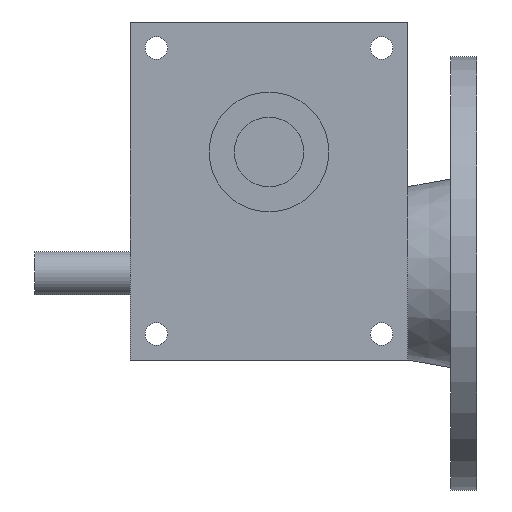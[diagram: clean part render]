
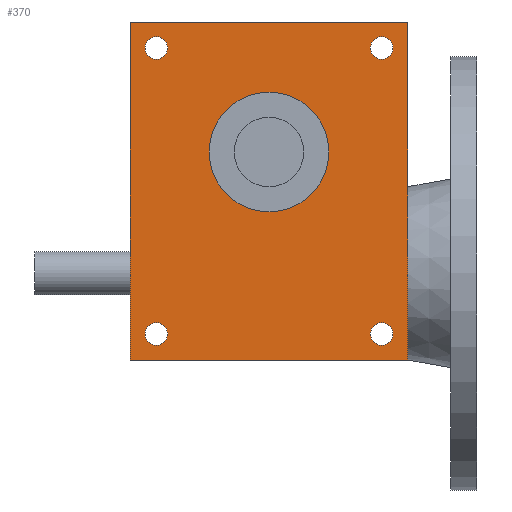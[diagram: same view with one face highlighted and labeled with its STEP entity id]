
A CAD part, front view. The second image highlights one B-rep face of the part: STEP entity #370.
In plain terms, the highlighted planar face has unit normal (0, -1, 0).
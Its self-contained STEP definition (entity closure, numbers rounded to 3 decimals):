
#370 = ADVANCED_FACE( '', ( #821, #822, #823, #824, #825, #826 ), #827, .F. );
#821 = FACE_BOUND( '', #1404, .T. );
#822 = FACE_BOUND( '', #1405, .T. );
#823 = FACE_BOUND( '', #1406, .T. );
#824 = FACE_BOUND( '', #1407, .T. );
#825 = FACE_BOUND( '', #1408, .T. );
#826 = FACE_OUTER_BOUND( '', #1409, .T. );
#827 = PLANE( '', #1410 );
#1404 = EDGE_LOOP( '', ( #2212 ) );
#1405 = EDGE_LOOP( '', ( #2213 ) );
#1406 = EDGE_LOOP( '', ( #2214 ) );
#1407 = EDGE_LOOP( '', ( #2215 ) );
#1408 = EDGE_LOOP( '', ( #2216 ) );
#1409 = EDGE_LOOP( '', ( #2217, #2218, #2219, #2220 ) );
#1410 = AXIS2_PLACEMENT_3D( '', #2221, #2222, #2223 );
#2212 = ORIENTED_EDGE( '', *, *, #3373, .T. );
#2213 = ORIENTED_EDGE( '', *, *, #3374, .T. );
#2214 = ORIENTED_EDGE( '', *, *, #3276, .T. );
#2215 = ORIENTED_EDGE( '', *, *, #3357, .T. );
#2216 = ORIENTED_EDGE( '', *, *, #3375, .T. );
#2217 = ORIENTED_EDGE( '', *, *, #3376, .T. );
#2218 = ORIENTED_EDGE( '', *, *, #3377, .F. );
#2219 = ORIENTED_EDGE( '', *, *, #3378, .F. );
#2220 = ORIENTED_EDGE( '', *, *, #3353, .T. );
#2221 = CARTESIAN_POINT( '', ( -80., -60., 97.5 ) );
#2222 = DIRECTION( '', ( 0., 1., 0. ) );
#2223 = DIRECTION( '', ( 0., 0., 1. ) );
#3276 = EDGE_CURVE( '', #3884, #3884, #3885, .T. );
#3353 = EDGE_CURVE( '', #4013, #4011, #4014, .T. );
#3357 = EDGE_CURVE( '', #4019, #4019, #4020, .T. );
#3373 = EDGE_CURVE( '', #4045, #4045, #4046, .T. );
#3374 = EDGE_CURVE( '', #4047, #4047, #4048, .T. );
#3375 = EDGE_CURVE( '', #4049, #4049, #4050, .T. );
#3376 = EDGE_CURVE( '', #4011, #4051, #4052, .T. );
#3377 = EDGE_CURVE( '', #4053, #4051, #4054, .T. );
#3378 = EDGE_CURVE( '', #4013, #4053, #4055, .T. );
#3884 = VERTEX_POINT( '', #4786 );
#3885 = CIRCLE( '', #4787, 6.5 );
#4011 = VERTEX_POINT( '', #4945 );
#4013 = VERTEX_POINT( '', #4948 );
#4014 = LINE( '', #4949, #4950 );
#4019 = VERTEX_POINT( '', #4957 );
#4020 = CIRCLE( '', #4958, 6.5 );
#4045 = VERTEX_POINT( '', #4990 );
#4046 = CIRCLE( '', #4991, 6.5 );
#4047 = VERTEX_POINT( '', #4992 );
#4048 = CIRCLE( '', #4993, 6.5 );
#4049 = VERTEX_POINT( '', #4994 );
#4050 = CIRCLE( '', #4995, 34.5 );
#4051 = VERTEX_POINT( '', #4996 );
#4052 = LINE( '', #4997, #4998 );
#4053 = VERTEX_POINT( '', #4999 );
#4054 = LINE( '', #5000, #5001 );
#4055 = LINE( '', #5002, #5003 );
#4786 = CARTESIAN_POINT( '', ( -58.5, -60., -82.5 ) );
#4787 = AXIS2_PLACEMENT_3D( '', #5641, #5642, #5643 );
#4945 = CARTESIAN_POINT( '', ( -80., -60., -97.5 ) );
#4948 = CARTESIAN_POINT( '', ( -80., -60., 97.5 ) );
#4949 = CARTESIAN_POINT( '', ( -80., -60., 97.5 ) );
#4950 = VECTOR( '', #5752, 1000. );
#4957 = CARTESIAN_POINT( '', ( 71.5, -60., -82.5 ) );
#4958 = AXIS2_PLACEMENT_3D( '', #5755, #5756, #5757 );
#4990 = CARTESIAN_POINT( '', ( 71.5, -60., 82.5 ) );
#4991 = AXIS2_PLACEMENT_3D( '', #5774, #5775, #5776 );
#4992 = CARTESIAN_POINT( '', ( -58.5, -60., 82.5 ) );
#4993 = AXIS2_PLACEMENT_3D( '', #5777, #5778, #5779 );
#4994 = CARTESIAN_POINT( '', ( 34.5, -60., 22.5 ) );
#4995 = AXIS2_PLACEMENT_3D( '', #5780, #5781, #5782 );
#4996 = CARTESIAN_POINT( '', ( 80., -60., -97.5 ) );
#4997 = CARTESIAN_POINT( '', ( -80., -60., -97.5 ) );
#4998 = VECTOR( '', #5783, 1000. );
#4999 = CARTESIAN_POINT( '', ( 80., -60., 97.5 ) );
#5000 = CARTESIAN_POINT( '', ( 80., -60., 97.5 ) );
#5001 = VECTOR( '', #5784, 1000. );
#5002 = CARTESIAN_POINT( '', ( -80., -60., 97.5 ) );
#5003 = VECTOR( '', #5785, 1000. );
#5641 = CARTESIAN_POINT( '', ( -65., -60., -82.5 ) );
#5642 = DIRECTION( '', ( 0., 1., 0. ) );
#5643 = DIRECTION( '', ( 1., 0., 0. ) );
#5752 = DIRECTION( '', ( 0., 0., -1. ) );
#5755 = CARTESIAN_POINT( '', ( 65., -60., -82.5 ) );
#5756 = DIRECTION( '', ( 0., 1., 0. ) );
#5757 = DIRECTION( '', ( 1., 0., 0. ) );
#5774 = CARTESIAN_POINT( '', ( 65., -60., 82.5 ) );
#5775 = DIRECTION( '', ( 0., 1., 0. ) );
#5776 = DIRECTION( '', ( 1., 0., 0. ) );
#5777 = CARTESIAN_POINT( '', ( -65., -60., 82.5 ) );
#5778 = DIRECTION( '', ( 0., 1., 0. ) );
#5779 = DIRECTION( '', ( 1., 0., 0. ) );
#5780 = CARTESIAN_POINT( '', ( 0., -60., 22.5 ) );
#5781 = DIRECTION( '', ( 0., 1., 0. ) );
#5782 = DIRECTION( '', ( 1., 0., 0. ) );
#5783 = DIRECTION( '', ( 1., 0., 0. ) );
#5784 = DIRECTION( '', ( 0., 0., -1. ) );
#5785 = DIRECTION( '', ( 1., 0., 0. ) );
